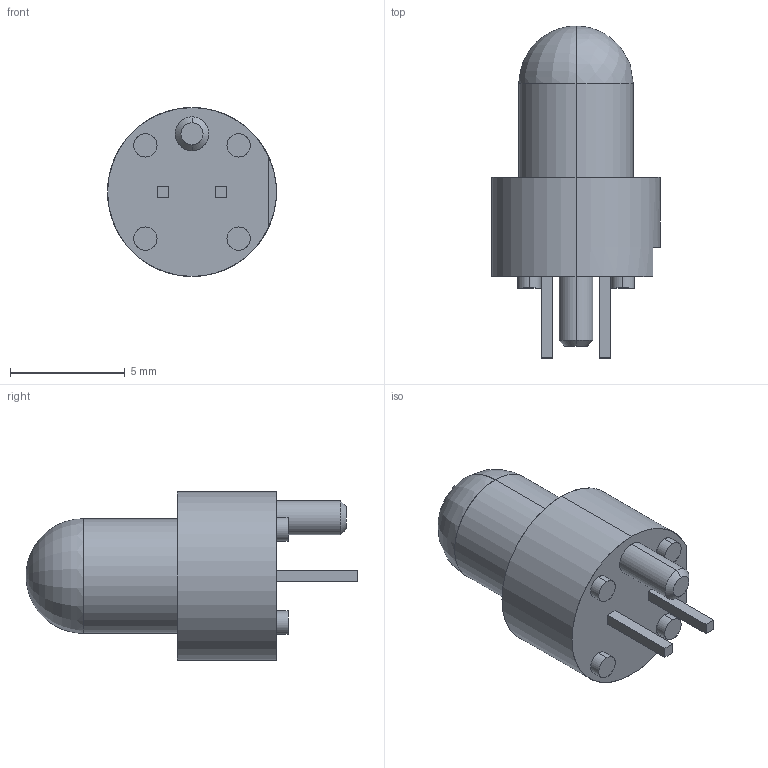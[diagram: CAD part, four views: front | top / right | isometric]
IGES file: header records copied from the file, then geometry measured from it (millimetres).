
Start section: SolidWorks IGES file using analytic representation for surfaces
Global section: file name: 5332_Series.IGS; native system: SolidWorks 2018; preprocessor: SolidWorks 2018; author: chwang; date: 190701.111725; units: inch
Bounding box: 7.37 x 14.48 x 7.37 mm (x, y, z)
Surface area: 398.3 mm2 (no closed solid volume)
Topology: 0 solids, 0 shells, 41 faces, 462 edges, 460 vertices
Faces by surface type: bspline 21, revolution 20
